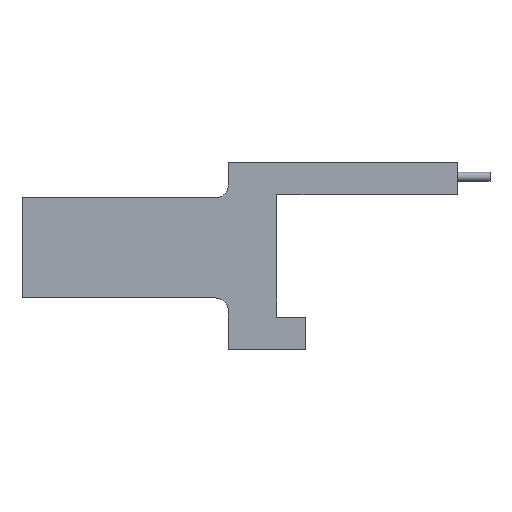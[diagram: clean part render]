
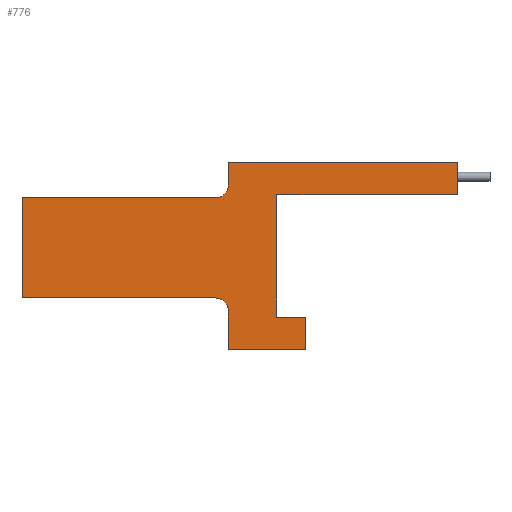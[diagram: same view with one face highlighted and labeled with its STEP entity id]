
A CAD part, left-side view. The second image highlights one B-rep face of the part: STEP entity #776.
In plain terms, the highlighted planar face has unit normal (-1, 0, 0).
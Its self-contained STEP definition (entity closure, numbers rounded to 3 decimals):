
#1 = VERTEX_POINT ( 'NONE', #12 ) ;
#3 = EDGE_CURVE ( 'NONE', #785, #1, #114, .T. ) ;
#9 = VERTEX_POINT ( 'NONE', #529 ) ;
#12 = CARTESIAN_POINT ( 'NONE',  ( -15.5, 43.566, -4. ) ) ;
#19 = ORIENTED_EDGE ( 'NONE', *, *, #178, .F. ) ;
#27 = CARTESIAN_POINT ( 'NONE',  ( -15.5, -27.434, 32. ) ) ;
#28 = ORIENTED_EDGE ( 'NONE', *, *, #410, .T. ) ;
#38 = DIRECTION ( 'NONE',  ( 0., 0., 1. ) ) ;
#42 = LINE ( 'NONE', #962, #589 ) ;
#43 = CARTESIAN_POINT ( 'NONE',  ( -15.5, 19.566, -6. ) ) ;
#47 = VECTOR ( 'NONE', #38, 1000. ) ;
#53 = VECTOR ( 'NONE', #96, 1000. ) ;
#54 = LINE ( 'NONE', #219, #517 ) ;
#58 = CARTESIAN_POINT ( 'NONE',  ( -15.5, 107.5, 0. ) ) ;
#89 = VECTOR ( 'NONE', #642, 1000. ) ;
#94 = CARTESIAN_POINT ( 'NONE',  ( -15.5, 47.566, -4. ) ) ;
#96 = DIRECTION ( 'NONE',  ( 0., 0., -1. ) ) ;
#108 = DIRECTION ( 'NONE',  ( 1., 0., 0. ) ) ;
#114 = CIRCLE ( 'NONE', #461, 4. ) ;
#139 = CARTESIAN_POINT ( 'NONE',  ( -15.5, 28.566, 32. ) ) ;
#142 = ORIENTED_EDGE ( 'NONE', *, *, #277, .F. ) ;
#164 = VERTEX_POINT ( 'NONE', #551 ) ;
#178 = EDGE_CURVE ( 'NONE', #308, #837, #697, .T. ) ;
#182 = CARTESIAN_POINT ( 'NONE',  ( -15.5, 43.566, 42. ) ) ;
#191 = EDGE_CURVE ( 'NONE', #623, #785, #252, .T. ) ;
#193 = CARTESIAN_POINT ( 'NONE',  ( -15.5, 107.5, 31. ) ) ;
#196 = VECTOR ( 'NONE', #617, 1000. ) ;
#198 = LINE ( 'NONE', #43, #477 ) ;
#201 = CARTESIAN_POINT ( 'NONE',  ( -15.5, 28.566, -6. ) ) ;
#213 = CARTESIAN_POINT ( 'NONE',  ( -15.5, 43.566, 35. ) ) ;
#215 = EDGE_CURVE ( 'NONE', #307, #892, #42, .T. ) ;
#219 = CARTESIAN_POINT ( 'NONE',  ( -15.5, 28.566, 42. ) ) ;
#227 = ORIENTED_EDGE ( 'NONE', *, *, #730, .T. ) ;
#230 = LINE ( 'NONE', #450, #53 ) ;
#251 = LINE ( 'NONE', #556, #940 ) ;
#252 = LINE ( 'NONE', #538, #196 ) ;
#257 = LINE ( 'NONE', #27, #336 ) ;
#272 = VECTOR ( 'NONE', #929, 1000. ) ;
#276 = DIRECTION ( 'NONE',  ( 1., 0., 0. ) ) ;
#277 = EDGE_CURVE ( 'NONE', #570, #352, #230, .T. ) ;
#283 = LINE ( 'NONE', #438, #47 ) ;
#289 = ORIENTED_EDGE ( 'NONE', *, *, #958, .T. ) ;
#295 = CARTESIAN_POINT ( 'NONE',  ( -15.5, 28.566, -16. ) ) ;
#297 = CIRCLE ( 'NONE', #521, 4. ) ;
#306 = CARTESIAN_POINT ( 'NONE',  ( -15.5, 107.5, 31. ) ) ;
#307 = VERTEX_POINT ( 'NONE', #309 ) ;
#308 = VERTEX_POINT ( 'NONE', #918 ) ;
#309 = CARTESIAN_POINT ( 'NONE',  ( -15.5, -27.434, 42. ) ) ;
#314 = EDGE_LOOP ( 'NONE', ( #698, #866, #809, #532, #848, #289, #522, #142, #629, #482, #581, #673, #28, #769, #19, #227 ) ) ;
#323 = DIRECTION ( 'NONE',  ( 1., 0., 0. ) ) ;
#325 = EDGE_CURVE ( 'NONE', #164, #1, #911, .T. ) ;
#326 = CARTESIAN_POINT ( 'NONE',  ( -15.5, 19.566, -16. ) ) ;
#335 = DIRECTION ( 'NONE',  ( 0., 1., 0. ) ) ;
#336 = VECTOR ( 'NONE', #335, 1000. ) ;
#339 = CARTESIAN_POINT ( 'NONE',  ( -15.5, 43.566, 42. ) ) ;
#348 = LINE ( 'NONE', #339, #89 ) ;
#352 = VERTEX_POINT ( 'NONE', #542 ) ;
#371 = DIRECTION ( 'NONE',  ( 0., 0., -1. ) ) ;
#387 = VECTOR ( 'NONE', #575, 1000. ) ;
#410 = EDGE_CURVE ( 'NONE', #9, #602, #579, .T. ) ;
#414 = AXIS2_PLACEMENT_3D ( 'NONE', #193, #276, #421 ) ;
#421 = DIRECTION ( 'NONE',  ( 0., 1., 0. ) ) ;
#423 = DIRECTION ( 'NONE',  ( 0., 1., 0. ) ) ;
#424 = DIRECTION ( 'NONE',  ( 0., 0., -1. ) ) ;
#438 = CARTESIAN_POINT ( 'NONE',  ( -15.5, 28.566, -16. ) ) ;
#450 = CARTESIAN_POINT ( 'NONE',  ( -15.5, 28.566, 31. ) ) ;
#454 = VECTOR ( 'NONE', #979, 1000. ) ;
#461 = AXIS2_PLACEMENT_3D ( 'NONE', #94, #323, #674 ) ;
#467 = EDGE_CURVE ( 'NONE', #476, #570, #54, .T. ) ;
#476 = VERTEX_POINT ( 'NONE', #139 ) ;
#477 = VECTOR ( 'NONE', #871, 1000. ) ;
#482 = ORIENTED_EDGE ( 'NONE', *, *, #749, .F. ) ;
#517 = VECTOR ( 'NONE', #424, 1000. ) ;
#521 = AXIS2_PLACEMENT_3D ( 'NONE', #947, #108, #423 ) ;
#522 = ORIENTED_EDGE ( 'NONE', *, *, #595, .T. ) ;
#529 = CARTESIAN_POINT ( 'NONE',  ( -15.5, 43.566, 42. ) ) ;
#532 = ORIENTED_EDGE ( 'NONE', *, *, #635, .F. ) ;
#538 = CARTESIAN_POINT ( 'NONE',  ( -15.5, 107.5, 0. ) ) ;
#542 = CARTESIAN_POINT ( 'NONE',  ( -15.5, 28.566, 0. ) ) ;
#551 = CARTESIAN_POINT ( 'NONE',  ( -15.5, 43.566, -16. ) ) ;
#556 = CARTESIAN_POINT ( 'NONE',  ( -15.5, 107.5, 31. ) ) ;
#565 = PLANE ( 'NONE',  #414 ) ;
#570 = VERTEX_POINT ( 'NONE', #816 ) ;
#575 = DIRECTION ( 'NONE',  ( 0., 0., -1. ) ) ;
#579 = LINE ( 'NONE', #182, #387 ) ;
#581 = ORIENTED_EDGE ( 'NONE', *, *, #215, .F. ) ;
#584 = DIRECTION ( 'NONE',  ( 0., 0., -1. ) ) ;
#589 = VECTOR ( 'NONE', #584, 1000. ) ;
#595 = EDGE_CURVE ( 'NONE', #934, #352, #283, .T. ) ;
#598 = DIRECTION ( 'NONE',  ( 0., 1., 0. ) ) ;
#602 = VERTEX_POINT ( 'NONE', #213 ) ;
#617 = DIRECTION ( 'NONE',  ( 0., -1., 0. ) ) ;
#623 = VERTEX_POINT ( 'NONE', #58 ) ;
#629 = ORIENTED_EDGE ( 'NONE', *, *, #467, .F. ) ;
#635 = EDGE_CURVE ( 'NONE', #993, #164, #974, .T. ) ;
#642 = DIRECTION ( 'NONE',  ( 0., -1., 0. ) ) ;
#673 = ORIENTED_EDGE ( 'NONE', *, *, #980, .F. ) ;
#674 = DIRECTION ( 'NONE',  ( 0., 1., 0. ) ) ;
#697 = LINE ( 'NONE', #306, #797 ) ;
#698 = ORIENTED_EDGE ( 'NONE', *, *, #191, .T. ) ;
#717 = EDGE_CURVE ( 'NONE', #943, #993, #901, .T. ) ;
#719 = CARTESIAN_POINT ( 'NONE',  ( -15.5, 47.566, 31. ) ) ;
#730 = EDGE_CURVE ( 'NONE', #308, #623, #251, .T. ) ;
#749 = EDGE_CURVE ( 'NONE', #892, #476, #257, .T. ) ;
#769 = ORIENTED_EDGE ( 'NONE', *, *, #964, .T. ) ;
#776 = ADVANCED_FACE ( 'NONE', ( #870 ), #565, .F. ) ;
#785 = VERTEX_POINT ( 'NONE', #942 ) ;
#787 = VECTOR ( 'NONE', #598, 1000. ) ;
#797 = VECTOR ( 'NONE', #858, 1000. ) ;
#802 = CARTESIAN_POINT ( 'NONE',  ( -15.5, -27.434, 32. ) ) ;
#809 = ORIENTED_EDGE ( 'NONE', *, *, #325, .F. ) ;
#816 = CARTESIAN_POINT ( 'NONE',  ( -15.5, 28.566, 31. ) ) ;
#837 = VERTEX_POINT ( 'NONE', #719 ) ;
#848 = ORIENTED_EDGE ( 'NONE', *, *, #717, .F. ) ;
#858 = DIRECTION ( 'NONE',  ( 0., -1., 0. ) ) ;
#866 = ORIENTED_EDGE ( 'NONE', *, *, #3, .T. ) ;
#867 = CARTESIAN_POINT ( 'NONE',  ( -15.5, 19.566, -6. ) ) ;
#870 = FACE_OUTER_BOUND ( 'NONE', #314, .T. ) ;
#871 = DIRECTION ( 'NONE',  ( 0., 1., 0. ) ) ;
#892 = VERTEX_POINT ( 'NONE', #802 ) ;
#901 = LINE ( 'NONE', #326, #454 ) ;
#911 = LINE ( 'NONE', #935, #272 ) ;
#918 = CARTESIAN_POINT ( 'NONE',  ( -15.5, 107.5, 31. ) ) ;
#929 = DIRECTION ( 'NONE',  ( 0., 0., 1. ) ) ;
#934 = VERTEX_POINT ( 'NONE', #201 ) ;
#935 = CARTESIAN_POINT ( 'NONE',  ( -15.5, 43.566, -16. ) ) ;
#940 = VECTOR ( 'NONE', #371, 1000. ) ;
#942 = CARTESIAN_POINT ( 'NONE',  ( -15.5, 47.566, 0. ) ) ;
#943 = VERTEX_POINT ( 'NONE', #867 ) ;
#947 = CARTESIAN_POINT ( 'NONE',  ( -15.5, 47.566, 35. ) ) ;
#958 = EDGE_CURVE ( 'NONE', #943, #934, #198, .T. ) ;
#959 = CARTESIAN_POINT ( 'NONE',  ( -15.5, 19.566, -16. ) ) ;
#962 = CARTESIAN_POINT ( 'NONE',  ( -15.5, -27.434, 42. ) ) ;
#964 = EDGE_CURVE ( 'NONE', #602, #837, #297, .T. ) ;
#974 = LINE ( 'NONE', #295, #787 ) ;
#979 = DIRECTION ( 'NONE',  ( 0., 0., -1. ) ) ;
#980 = EDGE_CURVE ( 'NONE', #9, #307, #348, .T. ) ;
#993 = VERTEX_POINT ( 'NONE', #959 ) ;
